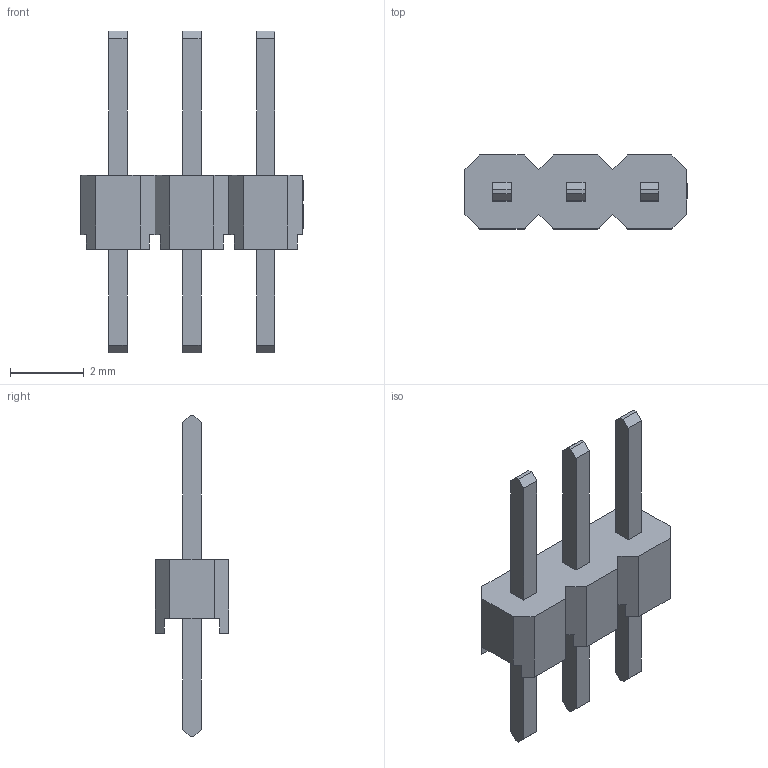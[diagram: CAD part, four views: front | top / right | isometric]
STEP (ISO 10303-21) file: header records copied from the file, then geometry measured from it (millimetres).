
FILE_DESCRIPTION (( 'STEP AP214' ), '1' );
FILE_NAME ('HDR-TH_3P-P2.00-M-LI-1X3P.step', '2022-07-02T12:19:38', ( '' ), ( '' ), 'SwSTEP 2.0', 'SolidWorks 2020', '' );
FILE_SCHEMA (( 'AUTOMOTIVE_DESIGN' ));
Length unit declared in the file: millimetre
Products named in the file (1): HDR-TH_3P-P2.00-M-LI-1X3P
Bounding box: 6.01 x 2 x 8.7 mm (x, y, z)
Volume: 23.7 mm3; surface area: 99.2 mm2
Topology: 1 solids, 1 shells, 360 faces, 978 edges, 652 vertices
Faces by surface type: plane 246, bspline 114
Entity records: 15552 total; most frequent: CARTESIAN_POINT 4353, ORIENTED_EDGE 1956, DIRECTION 1240, EDGE_CURVE 978, LINE 746, VECTOR 746, VERTEX_POINT 652, EDGE_LOOP 392
